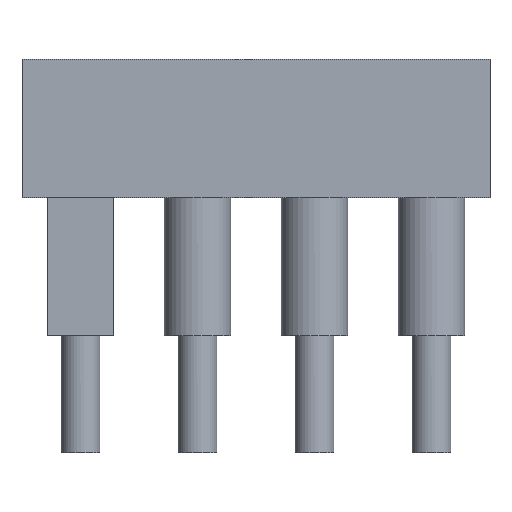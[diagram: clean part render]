
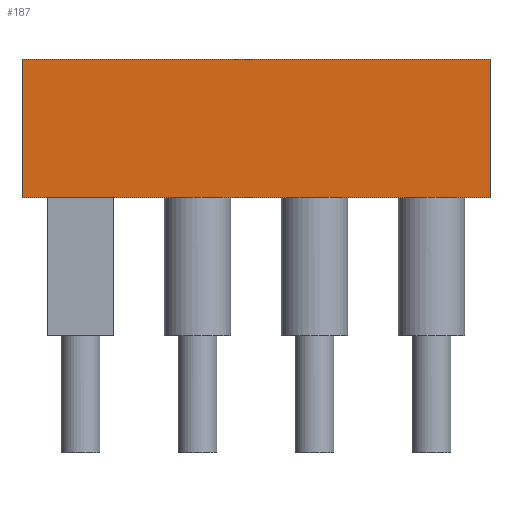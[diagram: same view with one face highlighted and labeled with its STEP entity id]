
A CAD part, top view. The second image highlights one B-rep face of the part: STEP entity #187.
In plain terms, the highlighted planar face has unit normal (0, 0, 1).
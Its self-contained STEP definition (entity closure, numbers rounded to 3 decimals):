
#101=FACE_OUTER_BOUND($,#107,.T.);
#107=EDGE_LOOP($,(#172,#173,#174,#175));
#113=LINE($,#237,#125);
#115=LINE($,#241,#127);
#117=LINE($,#245,#129);
#119=LINE($,#248,#131);
#125=VECTOR($,#208,3.0);
#127=VECTOR($,#212,10.2);
#129=VECTOR($,#216,3.0);
#131=VECTOR($,#220,10.2);
#136=VERTEX_POINT($,#234);
#137=VERTEX_POINT($,#236);
#138=VERTEX_POINT($,#240);
#139=VERTEX_POINT($,#244);
#145=EDGE_CURVE($,#137,#136,#113,.T.);
#147=EDGE_CURVE($,#138,#137,#115,.T.);
#149=EDGE_CURVE($,#139,#138,#117,.T.);
#151=EDGE_CURVE($,#136,#139,#119,.T.);
#172=ORIENTED_EDGE($,*,*,#151,.T.);
#173=ORIENTED_EDGE($,*,*,#149,.T.);
#174=ORIENTED_EDGE($,*,*,#147,.T.);
#175=ORIENTED_EDGE($,*,*,#145,.T.);
#181=PLANE($,#196);
#187=ADVANCED_FACE($,(#101),#181,.T.);
#196=AXIS2_PLACEMENT_3D($,#249,#221,#222);
#208=DIRECTION($,(0.0,-1.0,0.0));
#212=DIRECTION($,(-1.0,0.0,0.0));
#216=DIRECTION($,(0.0,1.0,0.0));
#220=DIRECTION($,(1.0,0.0,0.0));
#221=DIRECTION('center_axis',(0.,0.,1.));
#222=DIRECTION('ref_axis',(1.,0.,0.));
#234=CARTESIAN_POINT('',(-1.27,3.,1.27));
#236=CARTESIAN_POINT('',(-1.27,6.,1.27));
#237=CARTESIAN_POINT($,(-1.27,6.,1.27));
#240=CARTESIAN_POINT('',(8.89,6.,1.27));
#241=CARTESIAN_POINT($,(8.89,6.,1.27));
#244=CARTESIAN_POINT('',(8.89,3.,1.27));
#245=CARTESIAN_POINT($,(8.89,3.,1.27));
#248=CARTESIAN_POINT($,(-1.27,3.,1.27));
#249=CARTESIAN_POINT('Origin',(3.81,4.5,1.27));
